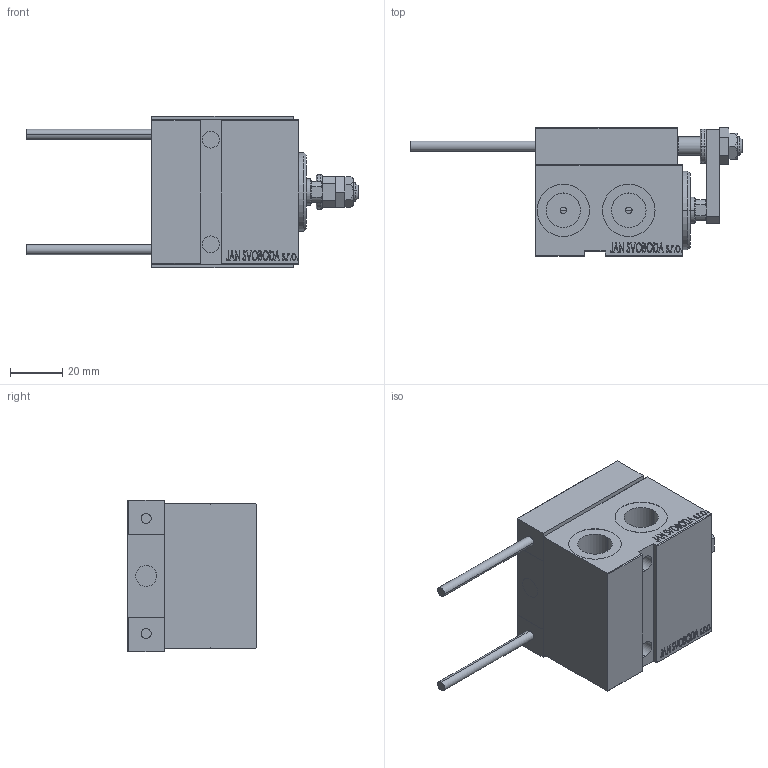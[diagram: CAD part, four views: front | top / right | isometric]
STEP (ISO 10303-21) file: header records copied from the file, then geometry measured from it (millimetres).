
FILE_DESCRIPTION (( 'STEP AP203' ), '1' );
FILE_NAME ('1e91.STEP', '2022-04-17T12:36:21', ( '' ), ( '' ), 'SwSTEP 2.0', 'SolidWorks 2019', '' );
FILE_SCHEMA (( 'CONFIG_CONTROL_DESIGN' ));
Length unit declared in the file: millimetre
Products named in the file (16): SWITCH DIM B,W b4e7724a98aa9d00145433148f40dd34; TYC_L79 b4e7724a98aa9d00145433148f40dd34; ALLEN BOLT D8 b4e7724a98aa9d00145433148f40dd34; NUT_D10 b4e7724a98aa9d00145433148f40dd34; NUT_D12 b4e7724a98aa9d00145433148f40dd34; ZARAZKA b4e7724a98aa9d00145433148f40dd34; V450CM_E_VCP b4e7724a98aa9d00145433148f40dd34; 1e91; Block b4e7724a98aa9d00145433148f40dd34; V450CM_E_Body b4e7724a98aa9d00145433148f40dd34; MAGNET b4e7724a98aa9d00145433148f40dd34; ALLEN BOLT D5 b4e7724a98aa9d00145433148f40dd34; SWITCH X b4e7724a98aa9d00145433148f40dd34; KONCOVKA b4e7724a98aa9d00145433148f40dd34; V450CM_VC_B b4e7724a98aa9d00145433148f40dd34; SWITCH_X_FRONT_BACK b4e7724a98aa9d00145433148f40dd34
Assembly tree (25 placements, depth 3):
  1e91
    V450CM_E_Body b4e7724a98aa9d00145433148f40dd34
    V450CM_E_VCP b4e7724a98aa9d00145433148f40dd34
    V450CM_VC_B b4e7724a98aa9d00145433148f40dd34
    SWITCH X b4e7724a98aa9d00145433148f40dd34
      SWITCH_X_FRONT_BACK b4e7724a98aa9d00145433148f40dd34  x2
      TYC_L79 b4e7724a98aa9d00145433148f40dd34
      Block b4e7724a98aa9d00145433148f40dd34  x2
      ALLEN BOLT D5 b4e7724a98aa9d00145433148f40dd34  x4
      ALLEN BOLT D8 b4e7724a98aa9d00145433148f40dd34  x4
      MAGNET b4e7724a98aa9d00145433148f40dd34  x2
      KONCOVKA b4e7724a98aa9d00145433148f40dd34  x2
    SWITCH DIM B,W b4e7724a98aa9d00145433148f40dd34
    ZARAZKA b4e7724a98aa9d00145433148f40dd34
    NUT_D10 b4e7724a98aa9d00145433148f40dd34
    NUT_D12 b4e7724a98aa9d00145433148f40dd34
Bounding box: 126.7 x 49 x 58 mm (x, y, z)
Volume: 137889.5 mm3; surface area: 48316.3 mm2
Topology: 24 solids, 24 shells, 1306 faces, 3134 edges, 2002 vertices
Faces by surface type: plane 575, bspline 380, cylinder 190, cone 113, torus 44, sphere 4
Entity records: 50579 total; most frequent: CARTESIAN_POINT 25634, ORIENTED_EDGE 5288, DIRECTION 3561, EDGE_CURVE 2644, VERTEX_POINT 1726, LINE 1523, VECTOR 1523, EDGE_LOOP 1216
